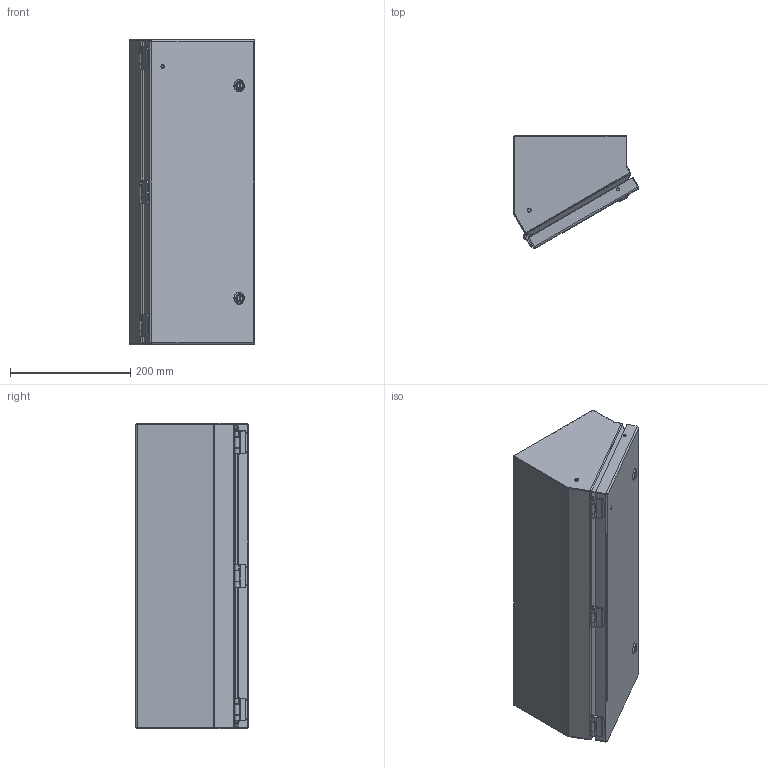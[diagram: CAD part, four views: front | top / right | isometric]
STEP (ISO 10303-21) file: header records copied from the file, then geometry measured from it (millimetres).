
FILE_DESCRIPTION (( 'STEP AP214' ), '1' );
FILE_NAME ('SCE-8C20ELJ.STEP', '2021-01-02T21:19:11', ( '' ), ( '' ), 'SwSTEP 2.0', 'SolidWorks 2019', '' );
FILE_SCHEMA (( 'AUTOMOTIVE_DESIGN' ));
Length unit declared in the file: inch
Products named in the file (1): SCE-8C20ELJ
Bounding box: 208.31 x 187.46 x 508.1 mm (x, y, z)
Volume: 864135.1 mm3; surface area: 1060103.3 mm2
Topology: 37 solids, 40 shells, 1464 faces, 3424 edges, 2067 vertices
Faces by surface type: cylinder 588, plane 567, torus 144, bspline 108, cone 33, sphere 24
Full cylindrical faces by diameter (mm): 5.08 x3, 7.874 x3, 8.89 x3, 11.684 x3
Entity records: 81121 total; most frequent: CARTESIAN_POINT 36791, DIRECTION 6979, ORIENTED_EDGE 6770, EDGE_CURVE 3385, AXIS2_PLACEMENT_3D 2637, VERTEX_POINT 2058, VECTOR 1705, LINE 1705
